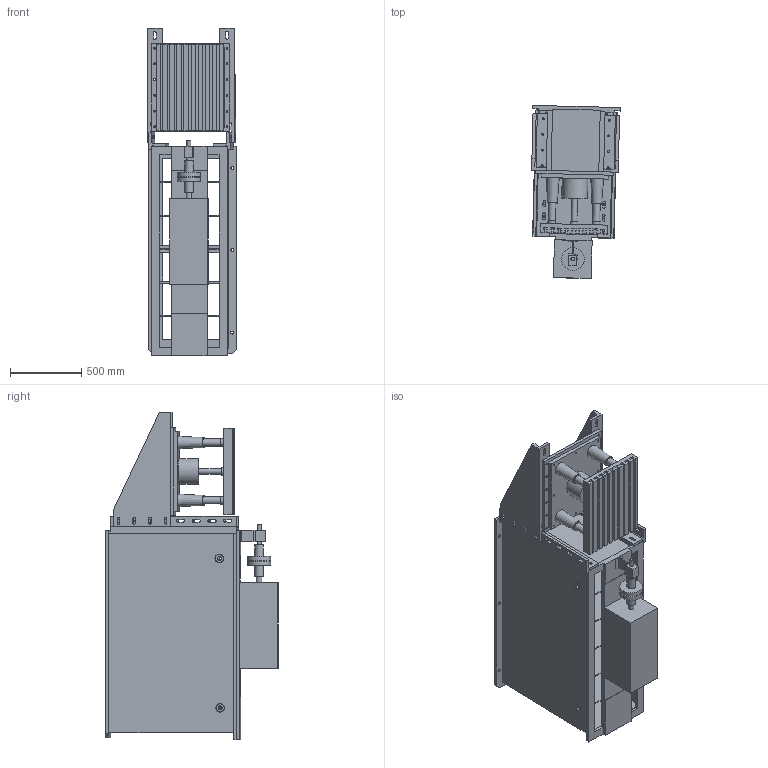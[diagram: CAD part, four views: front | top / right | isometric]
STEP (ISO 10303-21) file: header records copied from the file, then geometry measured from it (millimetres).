
FILE_DESCRIPTION(/* description */ (''),/* implementation_level */ '2;1');
FILE_NAME(/* name */ 'Hamownia_01.stp',/* time_stamp */ '2025-03-31T13:41:38+02:00',/* author */ ('FilipKutt'),/* organization */ (''),/* preprocessor_version */ 'ST-DEVELOPER v19.2',/* originating_system */ 'Autodesk Inventor 2024',/* authorisation */ '');
FILE_SCHEMA (('AUTOMOTIVE_DESIGN { 1 0 10303 214 3 1 1 }'));
Length unit declared in the file: millimetre
Products named in the file (12): Hamownia_01; Fundament_01; Profil_R_01; Profil_L_01; Mocowanie_R_01; Mocowanie_L_01; Podstawa_01; Stol_01; Motor_simple_01; Sprzeglo_01; Podstawa_Mom_01; Momentomierz
Assembly tree (11 placements, depth 2):
  Hamownia_01
    Fundament_01
    Profil_R_01
    Profil_L_01
    Mocowanie_R_01
    Mocowanie_L_01
    Podstawa_01
    Stol_01
    Motor_simple_01
    Sprzeglo_01
    Podstawa_Mom_01
    Momentomierz
Bounding box: 620.76 x 1210.23 x 2293 mm (x, y, z)
Volume: 158985138.4 mm3; surface area: 16154455.6 mm2
Topology: 12 solids, 12 shells, 580 faces, 1642 edges, 1080 vertices
Faces by surface type: plane 406, cylinder 166, cone 8
Full cylindrical faces by diameter (mm): 10 x8, 13.835 x30, 21 x6, 26 x2, 27 x4, 38 x3, 40 x1, 50 x4, 54 x5, 60 x6, 160 x2, 180 x1
Entity records: 19613 total; most frequent: CARTESIAN_POINT 3325, ORIENTED_EDGE 3284, DIRECTION 3200, EDGE_CURVE 1642, LINE 1290, VECTOR 1290, VERTEX_POINT 1080, AXIS2_PLACEMENT_3D 955
